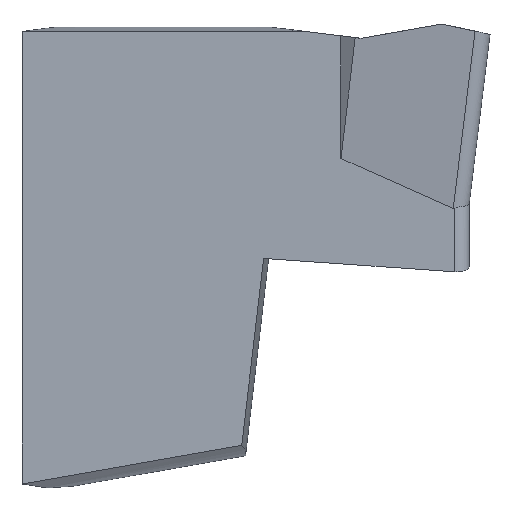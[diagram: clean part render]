
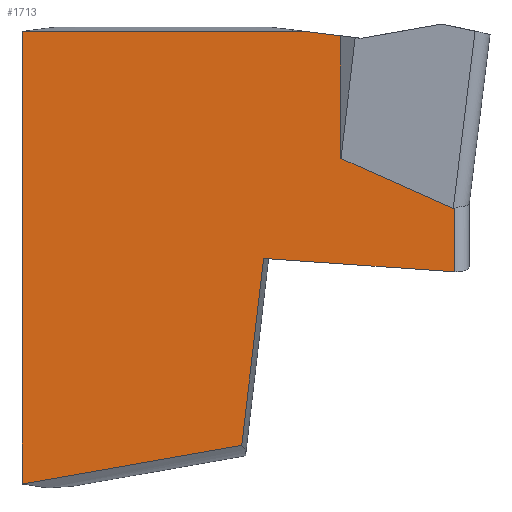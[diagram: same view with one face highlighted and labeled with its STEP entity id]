
A CAD part, left-side view. The second image highlights one B-rep face of the part: STEP entity #1713.
In plain terms, the highlighted planar face has unit normal (-1, 0, 0).
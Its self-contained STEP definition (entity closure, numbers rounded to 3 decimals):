
#1657=AXIS2_PLACEMENT_3D('Plane Axis2P3D',#1654,#1655,#1656) ;
#1175=CARTESIAN_POINT('Vertex',(-1.773,4.007,-6.706)) ;
#1178=CARTESIAN_POINT('Line Origine',(-1.773,3.998,-6.705)) ;
#1182=CARTESIAN_POINT('Vertex',(-1.773,7.544,-7.33)) ;
#1213=CARTESIAN_POINT('Line Origine',(-1.773,7.544,-3.688)) ;
#1217=CARTESIAN_POINT('Vertex',(-1.773,7.544,-0.045)) ;
#1247=CARTESIAN_POINT('Line Origine',(-1.773,5.633,-0.045)) ;
#1251=CARTESIAN_POINT('Vertex',(-1.773,2.985,-0.045)) ;
#1273=CARTESIAN_POINT('Line Origine',(-1.773,2.697,-0.08)) ;
#1277=CARTESIAN_POINT('Vertex',(-1.773,2.41,-0.116)) ;
#1638=CARTESIAN_POINT('Vertex',(-1.773,3.655,-3.698)) ;
#1641=CARTESIAN_POINT('Line Origine',(-1.773,3.697,-4.055)) ;
#1654=CARTESIAN_POINT('Axis2P3D Location',(-1.773,9.121,0.)) ;
#1659=CARTESIAN_POINT('Line Origine',(-1.773,2.121,-3.806)) ;
#1663=CARTESIAN_POINT('Vertex',(-1.773,0.586,-3.913)) ;
#1666=CARTESIAN_POINT('Line Origine',(-1.773,0.586,-3.405)) ;
#1670=CARTESIAN_POINT('Vertex',(-1.773,0.586,-2.896)) ;
#1674=CARTESIAN_POINT('Control Point',(-1.773,0.603,-2.896)) ;
#1675=CARTESIAN_POINT('Control Point',(-1.773,0.602,-2.897)) ;
#1676=CARTESIAN_POINT('Control Point',(-1.773,0.601,-2.898)) ;
#1677=CARTESIAN_POINT('Control Point',(-1.773,0.599,-2.898)) ;
#1678=CARTESIAN_POINT('Control Point',(-1.773,0.597,-2.898)) ;
#1679=CARTESIAN_POINT('Control Point',(-1.773,0.594,-2.898)) ;
#1680=CARTESIAN_POINT('Control Point',(-1.773,0.592,-2.898)) ;
#1681=CARTESIAN_POINT('Control Point',(-1.773,0.59,-2.898)) ;
#1682=CARTESIAN_POINT('Control Point',(-1.773,0.588,-2.897)) ;
#1683=CARTESIAN_POINT('Control Point',(-1.773,0.587,-2.897)) ;
#1684=CARTESIAN_POINT('Control Point',(-1.773,0.587,-2.896)) ;
#1685=CARTESIAN_POINT('Control Point',(-1.773,0.586,-2.896)) ;
#1686=CARTESIAN_POINT('Vertex',(-1.773,0.603,-2.896)) ;
#1689=CARTESIAN_POINT('Line Origine',(-1.773,1.507,-2.493)) ;
#1693=CARTESIAN_POINT('Vertex',(-1.773,2.41,-2.09)) ;
#1696=CARTESIAN_POINT('Line Origine',(-1.773,2.41,-1.103)) ;
#1179=DIRECTION('Vector Direction',(0.,-0.985,0.174)) ;
#1214=DIRECTION('Vector Direction',(0.,0.,-1.)) ;
#1248=DIRECTION('Vector Direction',(0.,1.,0.)) ;
#1274=DIRECTION('Vector Direction',(0.,0.993,0.122)) ;
#1642=DIRECTION('Vector Direction',(0.,-0.116,0.993)) ;
#1655=DIRECTION('Axis2P3D Direction',(-1.,0.,0.)) ;
#1656=DIRECTION('Axis2P3D XDirection',(0.,-1.,0.)) ;
#1660=DIRECTION('Vector Direction',(0.,0.998,0.07)) ;
#1667=DIRECTION('Vector Direction',(0.,0.,-1.)) ;
#1690=DIRECTION('Vector Direction',(0.,0.913,0.408)) ;
#1697=DIRECTION('Vector Direction',(0.,0.,1.)) ;
#1180=VECTOR('Line Direction',#1179,1.) ;
#1215=VECTOR('Line Direction',#1214,1.) ;
#1249=VECTOR('Line Direction',#1248,1.) ;
#1275=VECTOR('Line Direction',#1274,1.) ;
#1643=VECTOR('Line Direction',#1642,1.) ;
#1661=VECTOR('Line Direction',#1660,1.) ;
#1668=VECTOR('Line Direction',#1667,1.) ;
#1691=VECTOR('Line Direction',#1690,1.) ;
#1698=VECTOR('Line Direction',#1697,1.) ;
#1702=ORIENTED_EDGE('',*,*,#1665,.F.) ;
#1703=ORIENTED_EDGE('',*,*,#1672,.F.) ;
#1704=ORIENTED_EDGE('',*,*,#1688,.F.) ;
#1705=ORIENTED_EDGE('',*,*,#1695,.T.) ;
#1706=ORIENTED_EDGE('',*,*,#1700,.T.) ;
#1707=ORIENTED_EDGE('',*,*,#1279,.T.) ;
#1708=ORIENTED_EDGE('',*,*,#1253,.F.) ;
#1709=ORIENTED_EDGE('',*,*,#1219,.T.) ;
#1710=ORIENTED_EDGE('',*,*,#1184,.T.) ;
#1711=ORIENTED_EDGE('',*,*,#1645,.T.) ;
#1713=ADVANCED_FACE('CUT',(#1712),#1658,.T.) ;
#1673=B_SPLINE_CURVE_WITH_KNOTS('',5,(#1674,#1675,#1676,#1677,#1678,#1679,#1680,#1681,#1682,#1683,#1684,#1685),.UNSPECIFIED.,.F.,.U.,(6,3,3,6),(0.,0.01,0.02,0.026),.UNSPECIFIED.) ;
#1184=EDGE_CURVE('',#1183,#1176,#1181,.T.) ;
#1219=EDGE_CURVE('',#1218,#1183,#1216,.T.) ;
#1253=EDGE_CURVE('',#1218,#1252,#1250,.F.) ;
#1279=EDGE_CURVE('',#1278,#1252,#1276,.T.) ;
#1645=EDGE_CURVE('',#1176,#1639,#1644,.T.) ;
#1665=EDGE_CURVE('',#1664,#1639,#1662,.T.) ;
#1672=EDGE_CURVE('',#1671,#1664,#1669,.T.) ;
#1688=EDGE_CURVE('',#1687,#1671,#1673,.T.) ;
#1695=EDGE_CURVE('',#1687,#1694,#1692,.T.) ;
#1700=EDGE_CURVE('',#1694,#1278,#1699,.T.) ;
#1701=EDGE_LOOP('',(#1702,#1703,#1704,#1705,#1706,#1707,#1708,#1709,#1710,#1711)) ;
#1712=FACE_OUTER_BOUND('',#1701,.T.) ;
#1181=LINE('Line',#1178,#1180) ;
#1216=LINE('Line',#1213,#1215) ;
#1250=LINE('Line',#1247,#1249) ;
#1276=LINE('Line',#1273,#1275) ;
#1644=LINE('Line',#1641,#1643) ;
#1662=LINE('Line',#1659,#1661) ;
#1669=LINE('Line',#1666,#1668) ;
#1692=LINE('Line',#1689,#1691) ;
#1699=LINE('Line',#1696,#1698) ;
#1658=PLANE('',#1657) ;
#1176=VERTEX_POINT('',#1175) ;
#1183=VERTEX_POINT('',#1182) ;
#1218=VERTEX_POINT('',#1217) ;
#1252=VERTEX_POINT('',#1251) ;
#1278=VERTEX_POINT('',#1277) ;
#1639=VERTEX_POINT('',#1638) ;
#1664=VERTEX_POINT('',#1663) ;
#1671=VERTEX_POINT('',#1670) ;
#1687=VERTEX_POINT('',#1686) ;
#1694=VERTEX_POINT('',#1693) ;
